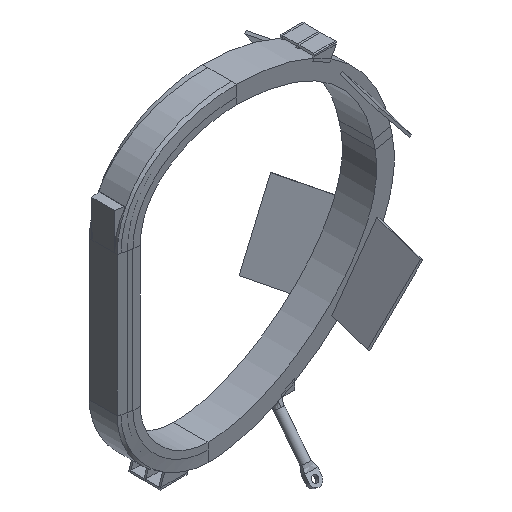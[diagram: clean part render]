
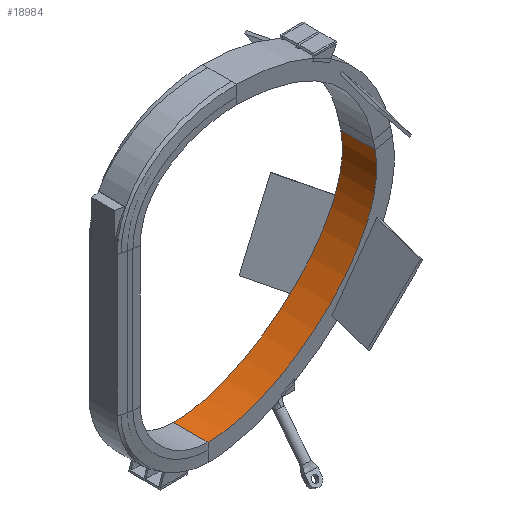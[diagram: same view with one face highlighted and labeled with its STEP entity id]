
A CAD part, isometric view. The second image highlights one B-rep face of the part: STEP entity #18984.
In plain terms, the highlighted free-form (B-spline) face has degree [1, 3] with [2, 4] control points.
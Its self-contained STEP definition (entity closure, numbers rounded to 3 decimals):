
#8116 = PLANE('',#8117);
#8117 = AXIS2_PLACEMENT_3D('',#8118,#8119,#8120);
#8118 = CARTESIAN_POINT('',(14874.506,991.9,
    -5032.418));
#8119 = DIRECTION('',(0.,-1.,0.));
#8120 = DIRECTION('',(-0.702,0.,0.712)
  );
#9176 = PLANE('',#9177);
#9177 = AXIS2_PLACEMENT_3D('',#9178,#9179,#9180);
#9178 = CARTESIAN_POINT('',(14874.506,-991.9,
    -5032.418));
#9179 = DIRECTION('',(0.,1.,0.));
#9180 = DIRECTION('',(0.702,0.,-0.712)
  );
#11906 = PLANE('',#11907);
#11907 = AXIS2_PLACEMENT_3D('',#11908,#11909,#11910);
#11908 = CARTESIAN_POINT('',(17974.213,0.,1614.197));
#11909 = DIRECTION('',(0.981,-0.,0.196));
#11910 = DIRECTION('',(-0.,-1.,0.));
#11921 = VERTEX_POINT('',#11922);
#11922 = CARTESIAN_POINT('',(18027.734,-991.9,
    1346.25));
#12467 = VERTEX_POINT('',#12468);
#12468 = CARTESIAN_POINT('',(18027.734,991.9,
    1346.25));
#15946 = B_SPLINE_SURFACE_WITH_KNOTS('',1,3,(
    (#15947,#15948,#15949,#15950)
    ,(#15951,#15952,#15953,#15954
    )),.UNSPECIFIED.,.F.,.F.,.F.,(2,2),(4,4),(2.,3.),(0.,1.),
  .PIECEWISE_BEZIER_KNOTS.);
#15947 = CARTESIAN_POINT('',(8367.024,-991.9,
    -8470.549));
#15948 = CARTESIAN_POINT('',(6380.366,-991.9,
    -8470.549));
#15949 = CARTESIAN_POINT('',(4449.195,-991.9,
    -6641.884));
#15950 = CARTESIAN_POINT('',(4449.195,-991.9,
    -4712.371));
#15951 = CARTESIAN_POINT('',(8367.024,991.9,
    -8470.549));
#15952 = CARTESIAN_POINT('',(6380.366,991.9,
    -8470.549));
#15953 = CARTESIAN_POINT('',(4449.195,991.9,
    -6641.884));
#15954 = CARTESIAN_POINT('',(4449.195,991.9,
    -4712.371));
#15984 = VERTEX_POINT('',#15985);
#15985 = CARTESIAN_POINT('',(8367.024,991.9,
    -8470.549));
#16032 = EDGE_CURVE('',#12467,#15984,#16033,.T.);
#16033 = SURFACE_CURVE('',#16034,(#16047,#16063),.PCURVE_S1.);
#16034 = B_SPLINE_CURVE_WITH_KNOTS('',11,(#16035,#16036,#16037,#16038,
    #16039,#16040,#16041,#16042,#16043,#16044,#16045,#16046),
  .UNSPECIFIED.,.F.,.F.,(12,12),(0.,1.),.PIECEWISE_BEZIER_KNOTS.);
#16035 = CARTESIAN_POINT('',(18027.734,991.9,
    1346.25));
#16036 = CARTESIAN_POINT('',(18278.724,991.9,
    89.697));
#16037 = CARTESIAN_POINT('',(18146.53,991.9,
    -1199.697));
#16038 = CARTESIAN_POINT('',(17683.597,991.9,
    -2486.71));
#16039 = CARTESIAN_POINT('',(16942.372,991.9,
    -3736.121));
#16040 = CARTESIAN_POINT('',(15975.3,991.9,
    -4912.708));
#16041 = CARTESIAN_POINT('',(14834.826,991.9,
    -5981.251));
#16042 = CARTESIAN_POINT('',(13573.396,991.9,
    -6906.528));
#16043 = CARTESIAN_POINT('',(12243.455,991.9,
    -7653.317));
#16044 = CARTESIAN_POINT('',(10897.449,991.9,
    -8186.398));
#16045 = CARTESIAN_POINT('',(9587.823,991.9,
    -8470.549));
#16046 = CARTESIAN_POINT('',(8367.024,991.9,
    -8470.549));
#16047 = PCURVE('',#8116,#16048);
#16048 = DEFINITIONAL_REPRESENTATION('',(#16049),#16062);
#16049 = B_SPLINE_CURVE_WITH_KNOTS('',11,(#16050,#16051,#16052,#16053,
    #16054,#16055,#16056,#16057,#16058,#16059,#16060,#16061),
  .UNSPECIFIED.,.F.,.F.,(12,12),(0.,1.),.PIECEWISE_BEZIER_KNOTS.);
#16050 = CARTESIAN_POINT('',(2329.614,-6723.329));
#16051 = CARTESIAN_POINT('',(1258.485,-6020.048));
#16052 = CARTESIAN_POINT('',(432.943,-5020.802));
#16053 = CARTESIAN_POINT('',(-158.74,-3787.668));
#16054 = CARTESIAN_POINT('',(-528.293,-2382.722));
#16055 = CARTESIAN_POINT('',(-687.446,-868.041));
#16056 = CARTESIAN_POINT('',(-647.927,694.298));
#16057 = CARTESIAN_POINT('',(-421.465,2242.218));
#16058 = CARTESIAN_POINT('',(-19.789,3713.644));
#16059 = CARTESIAN_POINT('',(545.372,5046.498));
#16060 = CARTESIAN_POINT('',(1262.289,6178.704));
#16061 = CARTESIAN_POINT('',(2119.233,7048.185));
#16062 = ( GEOMETRIC_REPRESENTATION_CONTEXT(2) 
PARAMETRIC_REPRESENTATION_CONTEXT() REPRESENTATION_CONTEXT('2D SPACE',''
  ) );
#16063 = PCURVE('',#16064,#16073);
#16064 = B_SPLINE_SURFACE_WITH_KNOTS('',1,3,(
    (#16065,#16066,#16067,#16068)
    ,(#16069,#16070,#16071,#16072
    )),.UNSPECIFIED.,.F.,.F.,.F.,(2,2),(4,4),(1.,2.),(0.,1.),
  .PIECEWISE_BEZIER_KNOTS.);
#16065 = CARTESIAN_POINT('',(18027.734,991.9,
    1346.25));
#16066 = CARTESIAN_POINT('',(18948.03,991.9,
    -3261.112));
#16067 = CARTESIAN_POINT('',(12843.288,991.9,
    -8470.549));
#16068 = CARTESIAN_POINT('',(8367.024,991.9,
    -8470.549));
#16069 = CARTESIAN_POINT('',(18027.734,-991.9,
    1346.25));
#16070 = CARTESIAN_POINT('',(18948.03,-991.9,
    -3261.112));
#16071 = CARTESIAN_POINT('',(12843.288,-991.9,
    -8470.549));
#16072 = CARTESIAN_POINT('',(8367.024,-991.9,
    -8470.549));
#16073 = DEFINITIONAL_REPRESENTATION('',(#16074),#16077);
#16074 = B_SPLINE_CURVE_WITH_KNOTS('',1,(#16075,#16076),.UNSPECIFIED.,
  .F.,.F.,(2,2),(0.,1.),.PIECEWISE_BEZIER_KNOTS.);
#16075 = CARTESIAN_POINT('',(1.,0.));
#16076 = CARTESIAN_POINT('',(1.,1.));
#16077 = ( GEOMETRIC_REPRESENTATION_CONTEXT(2) 
PARAMETRIC_REPRESENTATION_CONTEXT() REPRESENTATION_CONTEXT('2D SPACE',''
  ) );
#16569 = EDGE_CURVE('',#11921,#16570,#16572,.T.);
#16570 = VERTEX_POINT('',#16571);
#16571 = CARTESIAN_POINT('',(8367.024,-991.9,
    -8470.549));
#16572 = SURFACE_CURVE('',#16573,(#16578,#16586),.PCURVE_S1.);
#16573 = B_SPLINE_CURVE_WITH_KNOTS('',3,(#16574,#16575,#16576,#16577),
  .UNSPECIFIED.,.F.,.F.,(4,4),(0.,1.),.PIECEWISE_BEZIER_KNOTS.);
#16574 = CARTESIAN_POINT('',(18027.734,-991.9,
    1346.25));
#16575 = CARTESIAN_POINT('',(18948.03,-991.9,
    -3261.112));
#16576 = CARTESIAN_POINT('',(12843.288,-991.9,
    -8470.549));
#16577 = CARTESIAN_POINT('',(8367.024,-991.9,
    -8470.549));
#16578 = PCURVE('',#9176,#16579);
#16579 = DEFINITIONAL_REPRESENTATION('',(#16580),#16585);
#16580 = B_SPLINE_CURVE_WITH_KNOTS('',3,(#16581,#16582,#16583,#16584),
  .UNSPECIFIED.,.F.,.F.,(4,4),(0.,1.),.PIECEWISE_BEZIER_KNOTS.);
#16581 = CARTESIAN_POINT('',(-2329.614,-6723.329));
#16582 = CARTESIAN_POINT('',(1597.86,-4144.632));
#16583 = CARTESIAN_POINT('',(1022.896,3860.088));
#16584 = CARTESIAN_POINT('',(-2119.233,7048.185));
#16585 = ( GEOMETRIC_REPRESENTATION_CONTEXT(2) 
PARAMETRIC_REPRESENTATION_CONTEXT() REPRESENTATION_CONTEXT('2D SPACE',''
  ) );
#16586 = PCURVE('',#16064,#16587);
#16587 = DEFINITIONAL_REPRESENTATION('',(#16588),#16591);
#16588 = B_SPLINE_CURVE_WITH_KNOTS('',1,(#16589,#16590),.UNSPECIFIED.,
  .F.,.F.,(2,2),(0.,1.),.PIECEWISE_BEZIER_KNOTS.);
#16589 = CARTESIAN_POINT('',(2.,0.));
#16590 = CARTESIAN_POINT('',(2.,1.));
#16591 = ( GEOMETRIC_REPRESENTATION_CONTEXT(2) 
PARAMETRIC_REPRESENTATION_CONTEXT() REPRESENTATION_CONTEXT('2D SPACE',''
  ) );
#17889 = EDGE_CURVE('',#12467,#11921,#17890,.T.);
#17890 = SURFACE_CURVE('',#17891,(#17894,#17900),.PCURVE_S1.);
#17891 = B_SPLINE_CURVE_WITH_KNOTS('',1,(#17892,#17893),.UNSPECIFIED.,
  .F.,.F.,(2,2),(1.,2.),.PIECEWISE_BEZIER_KNOTS.);
#17892 = CARTESIAN_POINT('',(18027.734,991.9,
    1346.25));
#17893 = CARTESIAN_POINT('',(18027.734,-991.9,
    1346.25));
#17894 = PCURVE('',#11906,#17895);
#17895 = DEFINITIONAL_REPRESENTATION('',(#17896),#17899);
#17896 = B_SPLINE_CURVE_WITH_KNOTS('',1,(#17897,#17898),.UNSPECIFIED.,
  .F.,.F.,(2,2),(1.,2.),.PIECEWISE_BEZIER_KNOTS.);
#17897 = CARTESIAN_POINT('',(-991.9,273.24));
#17898 = CARTESIAN_POINT('',(991.9,273.24));
#17899 = ( GEOMETRIC_REPRESENTATION_CONTEXT(2) 
PARAMETRIC_REPRESENTATION_CONTEXT() REPRESENTATION_CONTEXT('2D SPACE',''
  ) );
#17900 = PCURVE('',#16064,#17901);
#17901 = DEFINITIONAL_REPRESENTATION('',(#17902),#17905);
#17902 = B_SPLINE_CURVE_WITH_KNOTS('',1,(#17903,#17904),.UNSPECIFIED.,
  .F.,.F.,(2,2),(1.,2.),.PIECEWISE_BEZIER_KNOTS.);
#17903 = CARTESIAN_POINT('',(1.,0.));
#17904 = CARTESIAN_POINT('',(2.,0.));
#17905 = ( GEOMETRIC_REPRESENTATION_CONTEXT(2) 
PARAMETRIC_REPRESENTATION_CONTEXT() REPRESENTATION_CONTEXT('2D SPACE',''
  ) );
#18856 = EDGE_CURVE('',#15984,#16570,#18857,.T.);
#18857 = SURFACE_CURVE('',#18858,(#18861,#18867),.PCURVE_S1.);
#18858 = B_SPLINE_CURVE_WITH_KNOTS('',1,(#18859,#18860),.UNSPECIFIED.,
  .F.,.F.,(2,2),(1.,2.),.PIECEWISE_BEZIER_KNOTS.);
#18859 = CARTESIAN_POINT('',(8367.024,991.9,
    -8470.549));
#18860 = CARTESIAN_POINT('',(8367.024,-991.9,
    -8470.549));
#18861 = PCURVE('',#15946,#18862);
#18862 = DEFINITIONAL_REPRESENTATION('',(#18863),#18866);
#18863 = B_SPLINE_CURVE_WITH_KNOTS('',1,(#18864,#18865),.UNSPECIFIED.,
  .F.,.F.,(2,2),(1.,2.),.PIECEWISE_BEZIER_KNOTS.);
#18864 = CARTESIAN_POINT('',(3.,0.));
#18865 = CARTESIAN_POINT('',(2.,0.));
#18866 = ( GEOMETRIC_REPRESENTATION_CONTEXT(2) 
PARAMETRIC_REPRESENTATION_CONTEXT() REPRESENTATION_CONTEXT('2D SPACE',''
  ) );
#18867 = PCURVE('',#16064,#18868);
#18868 = DEFINITIONAL_REPRESENTATION('',(#18869),#18872);
#18869 = B_SPLINE_CURVE_WITH_KNOTS('',1,(#18870,#18871),.UNSPECIFIED.,
  .F.,.F.,(2,2),(1.,2.),.PIECEWISE_BEZIER_KNOTS.);
#18870 = CARTESIAN_POINT('',(1.,1.));
#18871 = CARTESIAN_POINT('',(2.,1.));
#18872 = ( GEOMETRIC_REPRESENTATION_CONTEXT(2) 
PARAMETRIC_REPRESENTATION_CONTEXT() REPRESENTATION_CONTEXT('2D SPACE',''
  ) );
#18984 = ADVANCED_FACE('',(#18985),#16064,.F.);
#18985 = FACE_BOUND('',#18986,.F.);
#18986 = EDGE_LOOP('',(#18987,#18988,#18989,#18990));
#18987 = ORIENTED_EDGE('',*,*,#16032,.F.);
#18988 = ORIENTED_EDGE('',*,*,#17889,.T.);
#18989 = ORIENTED_EDGE('',*,*,#16569,.T.);
#18990 = ORIENTED_EDGE('',*,*,#18856,.F.);
